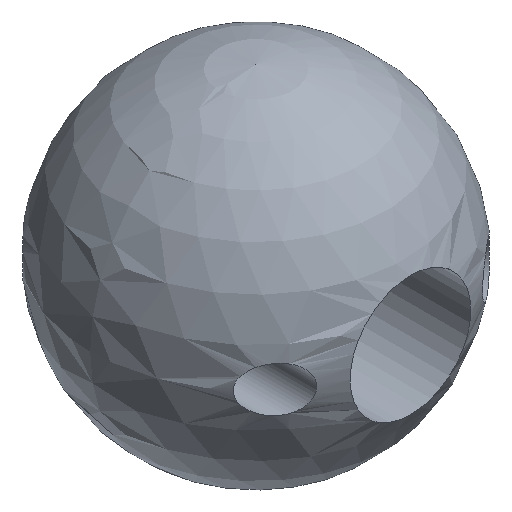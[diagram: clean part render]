
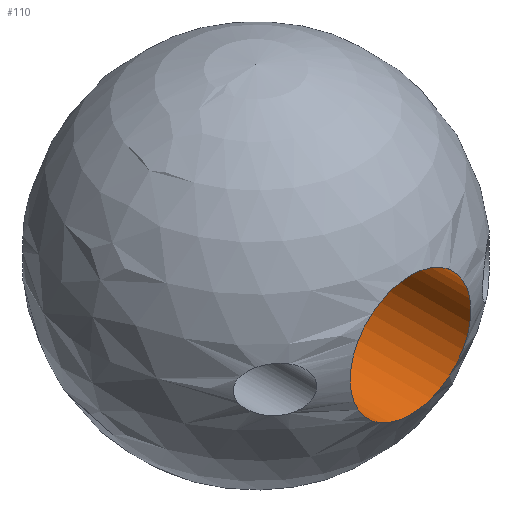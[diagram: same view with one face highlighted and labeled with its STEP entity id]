
A CAD part, isometric view. The second image highlights one B-rep face of the part: STEP entity #110.
In plain terms, the highlighted cylindrical face has radius 2 mm (diameter 4 mm), a full revolution.
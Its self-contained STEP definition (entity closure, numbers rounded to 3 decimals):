
#30=FACE_OUTER_BOUND('',#34,.T.);
#34=EDGE_LOOP('',(#79,#80,#81,#82));
#44=LINE('',#159,#47);
#47=VECTOR('',#141,2.);
#50=CIRCLE('',#129,2.);
#51=CIRCLE('',#130,2.);
#53=VERTEX_POINT('',#156);
#54=VERTEX_POINT('',#158);
#65=EDGE_CURVE('',#53,#53,#50,.T.);
#66=EDGE_CURVE('',#53,#54,#44,.T.);
#67=EDGE_CURVE('',#54,#54,#51,.T.);
#79=ORIENTED_EDGE('',*,*,#65,.F.);
#80=ORIENTED_EDGE('',*,*,#66,.T.);
#81=ORIENTED_EDGE('',*,*,#67,.F.);
#82=ORIENTED_EDGE('',*,*,#66,.F.);
#107=CYLINDRICAL_SURFACE('',#128,2.);
#110=ADVANCED_FACE('',(#30),#107,.F.);
#128=AXIS2_PLACEMENT_3D('',#155,#137,#138);
#129=AXIS2_PLACEMENT_3D('',#157,#139,#140);
#130=AXIS2_PLACEMENT_3D('',#160,#142,#143);
#137=DIRECTION('center_axis',(0.,1.,0.));
#138=DIRECTION('ref_axis',(1.,0.,0.));
#139=DIRECTION('center_axis',(0.,1.,0.));
#140=DIRECTION('ref_axis',(1.,0.,0.));
#141=DIRECTION('',(0.,1.,0.));
#142=DIRECTION('center_axis',(0.,-1.,0.));
#143=DIRECTION('ref_axis',(1.,0.,0.));
#155=CARTESIAN_POINT('Origin',(5.5,0.,5.5));
#156=CARTESIAN_POINT('',(3.5,0.377,5.5));
#157=CARTESIAN_POINT('Origin',(5.5,0.377,5.5));
#158=CARTESIAN_POINT('',(3.5,10.623,5.5));
#159=CARTESIAN_POINT('',(3.5,0.,5.5));
#160=CARTESIAN_POINT('Origin',(5.5,10.623,5.5));
